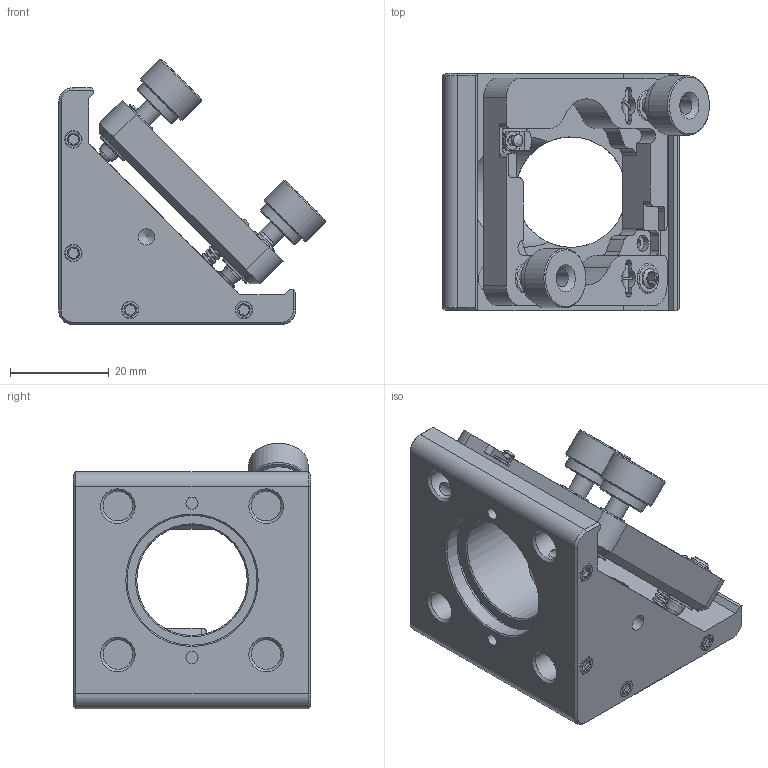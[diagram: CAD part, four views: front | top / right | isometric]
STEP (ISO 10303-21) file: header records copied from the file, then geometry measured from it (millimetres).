
FILE_DESCRIPTION (( 'STEP AP203' ), '1' );
FILE_NAME ('530161.STEP', '2025-05-07T05:33:45', ( 'Windows User' ), ( 'P R C' ), 'SwSTEP 2.0', 'SolidWorks 2020', '' );
FILE_SCHEMA (( 'CONFIG_CONTROL_DESIGN' ));
Length unit declared in the file: millimetre
Products named in the file (1): 530161
Bounding box: 54 x 48 x 53.73 mm (x, y, z)
Volume: 42974.1 mm3; surface area: 22282.5 mm2
Topology: 34 solids, 34 shells, 552 faces, 1306 edges, 847 vertices
Faces by surface type: plane 280, cylinder 146, cone 113, bspline 13
Full cylindrical faces by diameter (mm): 1.5 x5, 1.6 x2, 2 x1, 2.1 x1, 2.44 x4, 2.9 x3, 2.99 x3, 3.3 x11, 3.5 x2, 3.7 x3, 3.75 x2, 4 x15, 5 x2, 5.1 x1, 5.5 x3, 6 x14, 6.8 x3, 10 x2, 12 x2, 22.352 x2, 26.289 x2, 27.289 x2
Entity records: 18538 total; most frequent: CARTESIAN_POINT 7082, DIRECTION 2378, ORIENTED_EDGE 2008, EDGE_CURVE 1004, AXIS2_PLACEMENT_3D 948, EDGE_LOOP 829, VERTEX_POINT 747, FACE_OUTER_BOUND 639
